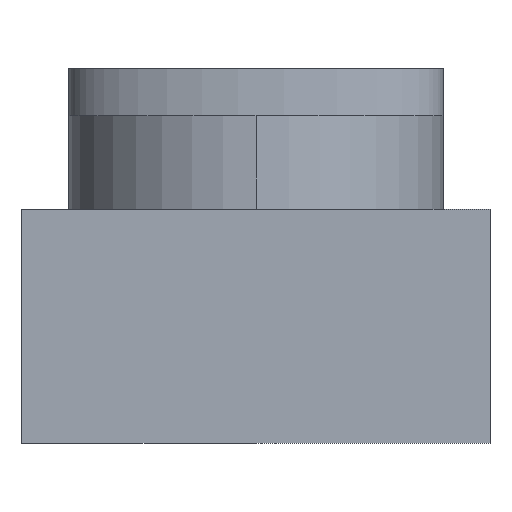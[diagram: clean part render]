
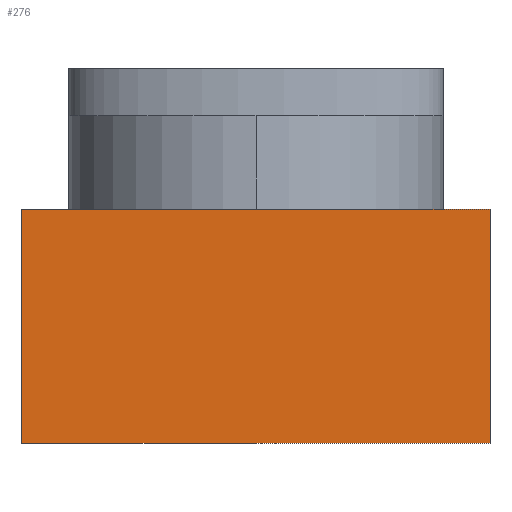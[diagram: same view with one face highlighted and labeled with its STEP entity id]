
A CAD part, front view. The second image highlights one B-rep face of the part: STEP entity #276.
In plain terms, the highlighted planar face has unit normal (0, -1, 0).
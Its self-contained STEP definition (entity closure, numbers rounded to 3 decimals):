
#145=DIRECTION('',(1.,0.,0.));
#146=VECTOR('',#145,100.);
#147=CARTESIAN_POINT('',(-50.,-50.,0.));
#148=LINE('',#147,#146);
#174=DIRECTION('',(0.,0.,1.));
#175=VECTOR('',#174,50.);
#176=CARTESIAN_POINT('',(-50.,-50.,0.));
#177=LINE('',#176,#175);
#195=DIRECTION('',(0.,0.,1.));
#196=VECTOR('',#195,50.);
#197=CARTESIAN_POINT('',(50.,-50.,0.));
#198=LINE('',#197,#196);
#202=DIRECTION('',(1.,0.,0.));
#203=VECTOR('',#202,100.);
#204=CARTESIAN_POINT('',(-50.,-50.,50.));
#205=LINE('',#204,#203);
#230=CARTESIAN_POINT('',(-50.,-50.,0.));
#231=CARTESIAN_POINT('',(50.,-50.,0.));
#232=VERTEX_POINT('',#230);
#233=VERTEX_POINT('',#231);
#238=CARTESIAN_POINT('',(-50.,-50.,50.));
#239=CARTESIAN_POINT('',(50.,-50.,50.));
#240=VERTEX_POINT('',#238);
#241=VERTEX_POINT('',#239);
#262=CARTESIAN_POINT('',(-50.,-50.,0.));
#263=DIRECTION('',(0.,-1.,0.));
#264=DIRECTION('',(1.,0.,0.));
#265=AXIS2_PLACEMENT_3D('',#262,#263,#264);
#266=PLANE('',#265);
#267=ORIENTED_EDGE('',*,*,#251,.F.);
#269=ORIENTED_EDGE('',*,*,#268,.T.);
#271=ORIENTED_EDGE('',*,*,#270,.T.);
#273=ORIENTED_EDGE('',*,*,#272,.F.);
#274=EDGE_LOOP('',(#267,#269,#271,#273));
#275=FACE_OUTER_BOUND('',#274,.F.);
#276=ADVANCED_FACE('',(#275),#266,.T.);
#251=EDGE_CURVE('',#232,#233,#148,.T.);
#268=EDGE_CURVE('',#232,#240,#177,.T.);
#270=EDGE_CURVE('',#240,#241,#205,.T.);
#272=EDGE_CURVE('',#233,#241,#198,.T.);
